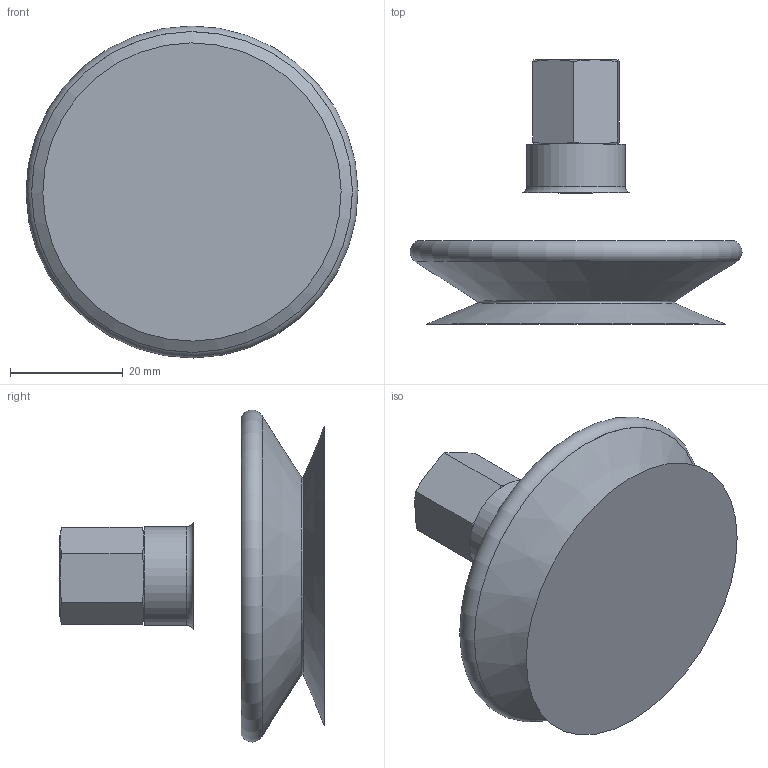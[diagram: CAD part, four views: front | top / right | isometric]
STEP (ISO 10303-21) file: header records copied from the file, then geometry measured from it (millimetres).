
FILE_DESCRIPTION(/* description */ (''),/* implementation_level */ '2;1');
FILE_NAME(/* name */ 'vf53nat_rac7r1-8m.stp',/* time_stamp */ '2024-05-17T12:34:34+02:00',/* author */ ('enginyeria3'),/* organization */ (''),/* preprocessor_version */ 'ST-DEVELOPER v20',/* originating_system */ 'Autodesk Inventor 2024',/* authorisation */ '');
FILE_SCHEMA (('AUTOMOTIVE_DESIGN { 1 0 10303 214 3 1 1 }'));
Length unit declared in the file: millimetre
Products named in the file (1): Pieza18
Bounding box: 59 x 47 x 59 mm (x, y, z)
Volume: 41968 mm3; surface area: 10980.7 mm2
Topology: 1 solids, 1 shells, 25 faces, 58 edges, 38 vertices
Faces by surface type: plane 11, cone 6, torus 5, cylinder 3
Full cylindrical faces by diameter (mm): 8.566 x1, 11 x1, 17.5 x1
Entity records: 857 total; most frequent: CARTESIAN_POINT 189, DIRECTION 125, ORIENTED_EDGE 116, EDGE_CURVE 58, AXIS2_PLACEMENT_3D 55, VERTEX_POINT 38, CIRCLE 29, EDGE_LOOP 28
